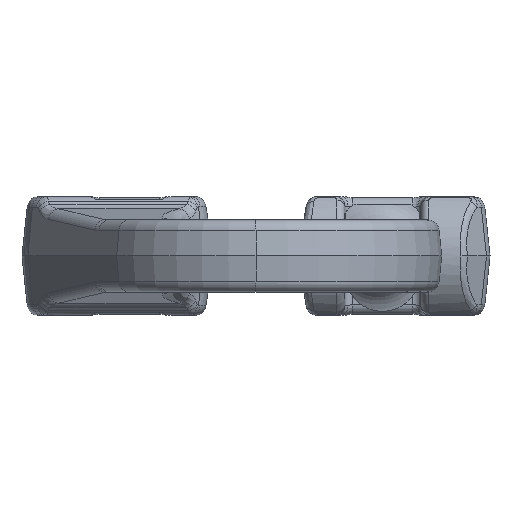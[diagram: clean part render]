
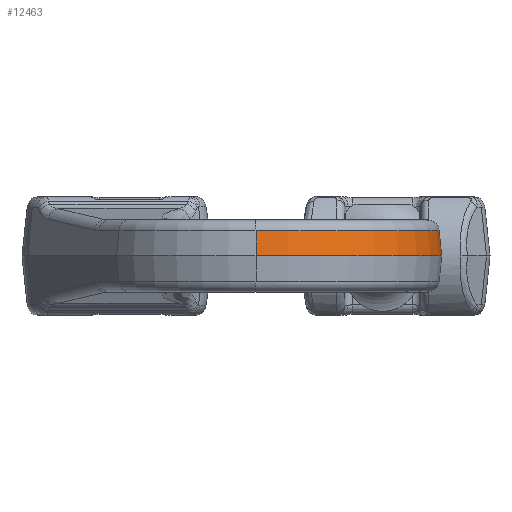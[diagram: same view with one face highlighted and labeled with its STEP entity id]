
A CAD part, front view. The second image highlights one B-rep face of the part: STEP entity #12463.
In plain terms, the highlighted conical face has half-angle 6 degrees and reference radius 51.113 mm.
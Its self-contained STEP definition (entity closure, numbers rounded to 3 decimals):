
#801=CARTESIAN_POINT('',(50.742,-29.44,7.05));
#843=CARTESIAN_POINT('',(51.459,-29.268,0.229));
#844=CARTESIAN_POINT('',(51.4,-29.253,0.794));
#845=CARTESIAN_POINT('',(51.281,-29.238,1.927));
#846=CARTESIAN_POINT('',(51.102,-29.267,3.629));
#847=CARTESIAN_POINT('',(50.922,-29.34,5.338));
#848=CARTESIAN_POINT('',(50.802,-29.407,6.479));
#849=CARTESIAN_POINT('',(50.742,-29.44,7.05));
#851=CARTESIAN_POINT('',(51.483,-29.275,
0.));
#852=CARTESIAN_POINT('',(51.479,-29.274,0.037));
#853=CARTESIAN_POINT('',(51.471,-29.271,0.113));
#854=CARTESIAN_POINT('',(51.463,-29.269,0.19));
#855=CARTESIAN_POINT('',(51.459,-29.268,0.229));
#857=CARTESIAN_POINT('',(0.,-29.212,0.));
#858=DIRECTION('',(0.,0.,1.));
#859=DIRECTION('',(0.,-1.,0.));
#860=AXIS2_PLACEMENT_3D('',#857,#858,#859);
#862=DIRECTION('',(0.,0.105,0.995));
#863=VECTOR('',#862,0.126);
#864=CARTESIAN_POINT('',(0.,-80.695,0.));
#865=LINE('',#864,#863);
#866=DIRECTION('',(0.,0.105,0.995));
#867=VECTOR('',#866,6.963);
#868=CARTESIAN_POINT('',(0.,-80.682,0.125));
#869=LINE('',#868,#867);
#870=CARTESIAN_POINT('',(0.,-29.212,7.05));
#871=DIRECTION('',(0.,0.,1.));
#872=DIRECTION('',(0.,-1.,0.));
#873=AXIS2_PLACEMENT_3D('',#870,#871,#872);
#9749=CARTESIAN_POINT('',(0.,-80.695,0.));
#9750=VERTEX_POINT('',#9749);
#9774=CARTESIAN_POINT('',(0.,-79.954,7.05));
#9776=VERTEX_POINT('',#9774);
#9949=VERTEX_POINT('',#801);
#9952=VERTEX_POINT('',#843);
#9953=VERTEX_POINT('',#851);
#11435=CARTESIAN_POINT('',(0.,-80.682,0.125));
#11436=VERTEX_POINT('',#11435);
#12447=CARTESIAN_POINT('',(0.,-29.212,3.525));
#12448=DIRECTION('',(0.,0.,-1.));
#12449=DIRECTION('',(-1.,0.,0.));
#12450=AXIS2_PLACEMENT_3D('',#12447,#12448,#12449);
#12451=CONICAL_SURFACE('',#12450,51.113,6.);
#12452=ORIENTED_EDGE('',*,*,#12412,.F.);
#12453=ORIENTED_EDGE('',*,*,#12439,.F.);
#12455=ORIENTED_EDGE('',*,*,#12454,.F.);
#12457=ORIENTED_EDGE('',*,*,#12456,.T.);
#12459=ORIENTED_EDGE('',*,*,#12458,.T.);
#12460=ORIENTED_EDGE('',*,*,#12312,.T.);
#12461=EDGE_LOOP('',(#12452,#12453,#12455,#12457,#12459,#12460));
#12462=FACE_OUTER_BOUND('',#12461,.F.);
#12463=ADVANCED_FACE('',(#12462),#12451,.T.);
#850=B_SPLINE_CURVE_WITH_KNOTS('',3,(#843,#844,#845,#846,#847,#848,#849),
.UNSPECIFIED.,.F.,.F.,(4,1,1,1,4),(0.,0.25,0.5,0.75,1.),
.UNSPECIFIED.);
#856=B_SPLINE_CURVE_WITH_KNOTS('',3,(#851,#852,#853,#854,#855),.UNSPECIFIED.,
.F.,.F.,(4,1,4),(0.,0.5,1.),.UNSPECIFIED.);
#861=CIRCLE('',#860,51.483);
#874=CIRCLE('',#873,50.742);
#12312=EDGE_CURVE('',#9776,#9949,#874,.T.);
#12412=EDGE_CURVE('',#9952,#9949,#850,.T.);
#12439=EDGE_CURVE('',#9953,#9952,#856,.T.);
#12454=EDGE_CURVE('',#9750,#9953,#861,.T.);
#12456=EDGE_CURVE('',#9750,#11436,#865,.T.);
#12458=EDGE_CURVE('',#11436,#9776,#869,.T.);
